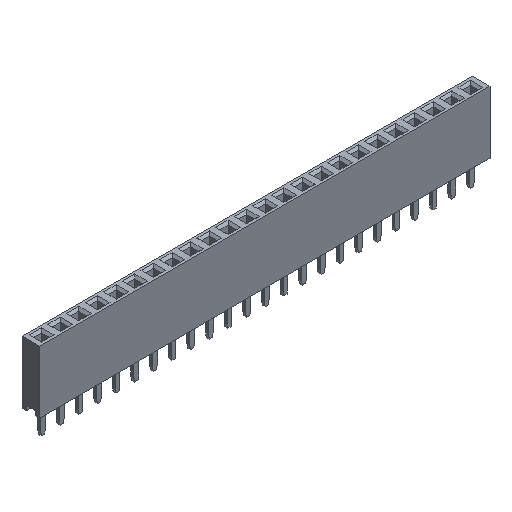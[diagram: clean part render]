
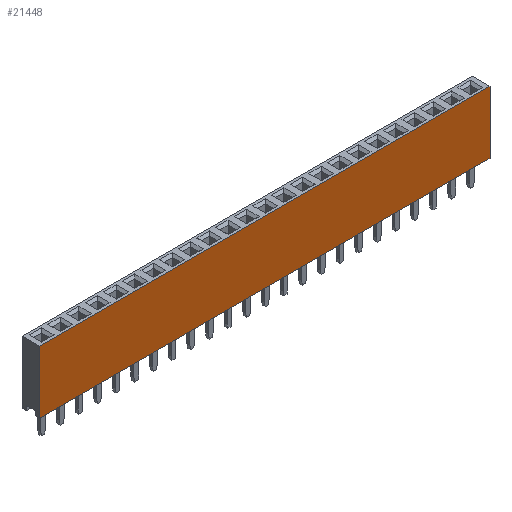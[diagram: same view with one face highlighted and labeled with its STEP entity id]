
A CAD part, isometric view. The second image highlights one B-rep face of the part: STEP entity #21448.
In plain terms, the highlighted planar face has unit normal (0, -1, 0).
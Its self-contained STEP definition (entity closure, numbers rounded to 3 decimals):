
#472 = DIRECTION ( 'NONE',  ( 0., 0., 1. ) ) ;
#1213 = EDGE_LOOP ( 'NONE', ( #21388, #17546, #21955, #11312 ) ) ;
#2132 = VERTEX_POINT ( 'NONE', #7430 ) ;
#4040 = LINE ( 'NONE', #5406, #15437 ) ;
#4874 = LINE ( 'NONE', #20211, #21293 ) ;
#5048 = EDGE_CURVE ( 'NONE', #2132, #25240, #27255, .T. ) ;
#5406 = CARTESIAN_POINT ( 'NONE',  ( -30.68, -1.2, 8.5 ) ) ;
#6311 = CARTESIAN_POINT ( 'NONE',  ( -30.68, -1.2, 8.5 ) ) ;
#7430 = CARTESIAN_POINT ( 'NONE',  ( 30.68, -1.2, 8.5 ) ) ;
#7552 = DIRECTION ( 'NONE',  ( 0., 0., -1. ) ) ;
#9958 = CARTESIAN_POINT ( 'NONE',  ( -30.68, -1.2, 0. ) ) ;
#10569 = VECTOR ( 'NONE', #14297, 1000. ) ;
#11312 = ORIENTED_EDGE ( 'NONE', *, *, #16814, .T. ) ;
#11729 = DIRECTION ( 'NONE',  ( 1., 0., 0. ) ) ;
#13191 = CARTESIAN_POINT ( 'NONE',  ( -30.68, -1.2, 0. ) ) ;
#13300 = DIRECTION ( 'NONE',  ( 0., 1., 0. ) ) ;
#14233 = CARTESIAN_POINT ( 'NONE',  ( 30.68, -1.2, 0. ) ) ;
#14297 = DIRECTION ( 'NONE',  ( 1., 0., 0. ) ) ;
#15437 = VECTOR ( 'NONE', #7552, 1000. ) ;
#15513 = EDGE_CURVE ( 'NONE', #24241, #2132, #4874, .T. ) ;
#16814 = EDGE_CURVE ( 'NONE', #24241, #22940, #4040, .T. ) ;
#17525 = PLANE ( 'NONE',  #20737 ) ;
#17546 = ORIENTED_EDGE ( 'NONE', *, *, #5048, .F. ) ;
#18278 = EDGE_CURVE ( 'NONE', #22940, #25240, #27674, .T. ) ;
#20211 = CARTESIAN_POINT ( 'NONE',  ( -30.68, -1.2, 8.5 ) ) ;
#20737 = AXIS2_PLACEMENT_3D ( 'NONE', #26132, #13300, #472 ) ;
#21293 = VECTOR ( 'NONE', #11729, 1000. ) ;
#21388 = ORIENTED_EDGE ( 'NONE', *, *, #18278, .T. ) ;
#21448 = ADVANCED_FACE ( 'NONE', ( #21935 ), #17525, .F. ) ;
#21567 = VECTOR ( 'NONE', #26725, 1000. ) ;
#21935 = FACE_OUTER_BOUND ( 'NONE', #1213, .T. ) ;
#21955 = ORIENTED_EDGE ( 'NONE', *, *, #15513, .F. ) ;
#22940 = VERTEX_POINT ( 'NONE', #13191 ) ;
#24241 = VERTEX_POINT ( 'NONE', #6311 ) ;
#24558 = CARTESIAN_POINT ( 'NONE',  ( 30.68, -1.2, 8.5 ) ) ;
#25240 = VERTEX_POINT ( 'NONE', #14233 ) ;
#26132 = CARTESIAN_POINT ( 'NONE',  ( -30.68, -1.2, 8.5 ) ) ;
#26725 = DIRECTION ( 'NONE',  ( 0., 0., -1. ) ) ;
#27255 = LINE ( 'NONE', #24558, #21567 ) ;
#27674 = LINE ( 'NONE', #9958, #10569 ) ;
